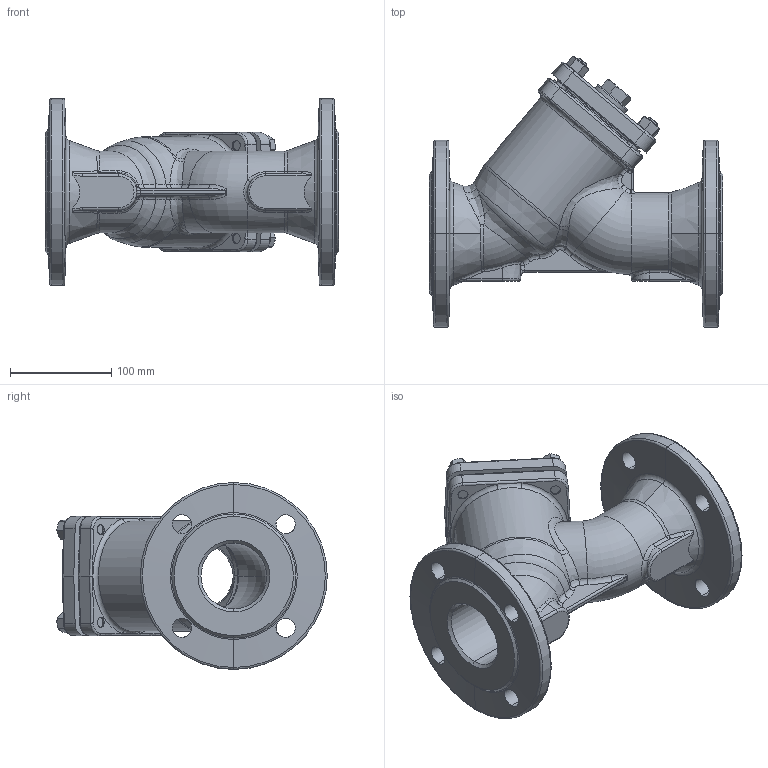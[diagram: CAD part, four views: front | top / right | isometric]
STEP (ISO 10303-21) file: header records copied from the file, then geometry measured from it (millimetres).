
FILE_DESCRIPTION (( 'STEP AP203' ), '1' );
FILE_NAME ('821_DN65_PN16.STEP', '2010-01-08T11:57:37', ( 'Piotr Zlobecki' ), ( 'ZETKAMA SA' ), 'SwSTEP 2.0', 'SolidWorks 2010', '' );
FILE_SCHEMA (( 'CONFIG_CONTROL_DESIGN' ));
Products named in the file (1): 821_DN65_PN16
Bounding box: 290 x 267.71 x 185 mm (x, y, z)
Volume: 2017431.7 mm3; surface area: 356151.6 mm2
Topology: 11 solids, 11 shells, 619 faces, 1375 edges, 790 vertices
Faces by surface type: cylinder 174, cone 128, plane 122, bspline 99, torus 94, sphere 2
Entity records: 46134 total; most frequent: CARTESIAN_POINT 32878, ORIENTED_EDGE 2750, DIRECTION 2723, EDGE_CURVE 1375, AXIS2_PLACEMENT_3D 1164, VERTEX_POINT 790, EDGE_LOOP 677, CIRCLE 643
